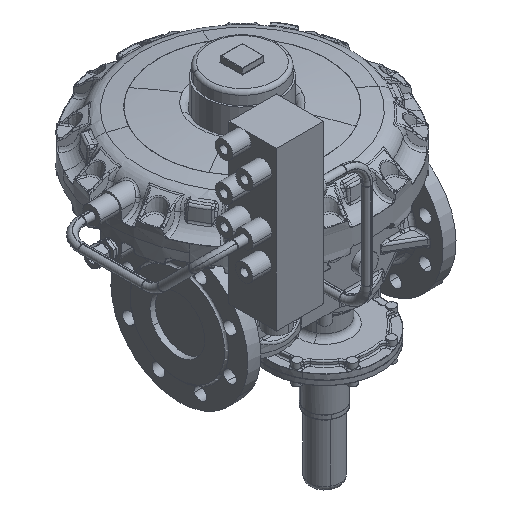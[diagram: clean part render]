
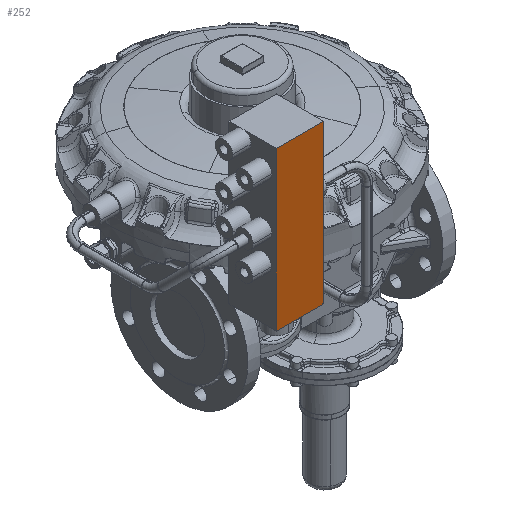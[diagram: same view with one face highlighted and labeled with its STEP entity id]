
A CAD part, isometric view. The second image highlights one B-rep face of the part: STEP entity #252.
In plain terms, the highlighted planar face has unit normal (0, -1, 0).
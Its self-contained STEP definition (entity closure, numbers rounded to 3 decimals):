
#232=AXIS2_PLACEMENT_3D('Plane Axis2P3D',#229,#230,#231) ;
#105=CARTESIAN_POINT('Vertex',(-122.8,-241.252,391.296)) ;
#108=CARTESIAN_POINT('Line Origine',(-122.8,-241.252,275.796)) ;
#112=CARTESIAN_POINT('Vertex',(-122.8,-241.252,160.296)) ;
#187=CARTESIAN_POINT('Line Origine',(-157.3,-241.252,391.296)) ;
#191=CARTESIAN_POINT('Vertex',(-191.8,-241.252,391.296)) ;
#229=CARTESIAN_POINT('Axis2P3D Location',(-122.8,-241.252,160.296)) ;
#234=CARTESIAN_POINT('Line Origine',(-191.8,-241.252,275.796)) ;
#238=CARTESIAN_POINT('Vertex',(-191.8,-241.252,160.296)) ;
#241=CARTESIAN_POINT('Line Origine',(-157.3,-241.252,160.296)) ;
#109=DIRECTION('Vector Direction',(0.,0.,1.)) ;
#188=DIRECTION('Vector Direction',(-1.,0.,0.)) ;
#230=DIRECTION('Axis2P3D Direction',(0.,1.,0.)) ;
#231=DIRECTION('Axis2P3D XDirection',(-1.,0.,0.)) ;
#235=DIRECTION('Vector Direction',(0.,0.,1.)) ;
#242=DIRECTION('Vector Direction',(-1.,0.,0.)) ;
#110=VECTOR('Line Direction',#109,1.) ;
#189=VECTOR('Line Direction',#188,1.) ;
#236=VECTOR('Line Direction',#235,1.) ;
#243=VECTOR('Line Direction',#242,1.) ;
#247=ORIENTED_EDGE('',*,*,#193,.T.) ;
#248=ORIENTED_EDGE('',*,*,#240,.F.) ;
#249=ORIENTED_EDGE('',*,*,#245,.F.) ;
#250=ORIENTED_EDGE('',*,*,#114,.T.) ;
#252=ADVANCED_FACE('Hauptk\X2\00F6\X0\rper',(#251),#233,.F.) ;
#114=EDGE_CURVE('',#113,#106,#111,.T.) ;
#193=EDGE_CURVE('',#106,#192,#190,.T.) ;
#240=EDGE_CURVE('',#239,#192,#237,.T.) ;
#245=EDGE_CURVE('',#113,#239,#244,.T.) ;
#246=EDGE_LOOP('',(#247,#248,#249,#250)) ;
#251=FACE_OUTER_BOUND('',#246,.T.) ;
#111=LINE('Line',#108,#110) ;
#190=LINE('Line',#187,#189) ;
#237=LINE('Line',#234,#236) ;
#244=LINE('Line',#241,#243) ;
#233=PLANE('Plane',#232) ;
#106=VERTEX_POINT('',#105) ;
#113=VERTEX_POINT('',#112) ;
#192=VERTEX_POINT('',#191) ;
#239=VERTEX_POINT('',#238) ;
